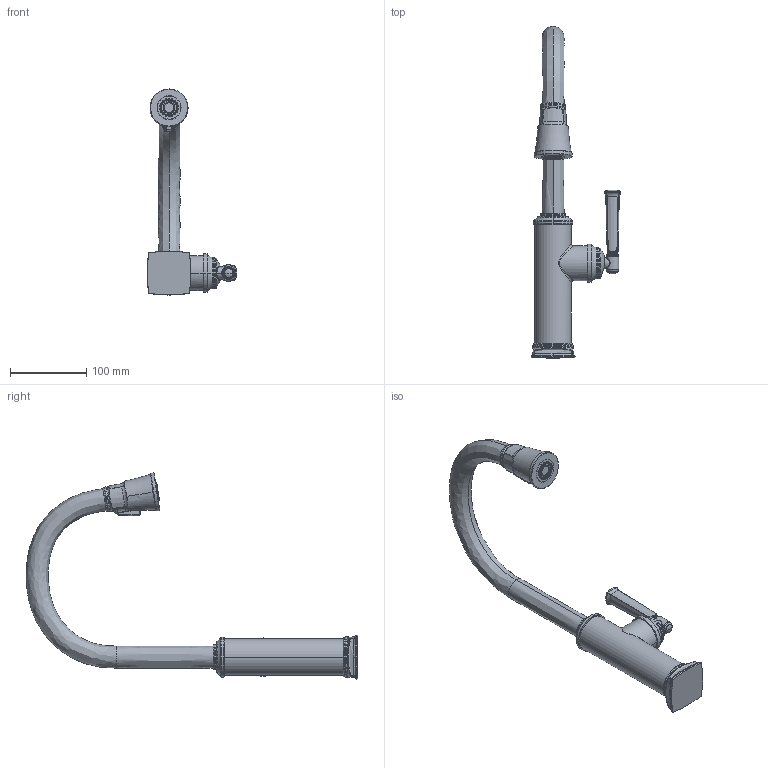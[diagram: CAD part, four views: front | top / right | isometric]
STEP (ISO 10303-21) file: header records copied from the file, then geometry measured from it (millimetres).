
FILE_DESCRIPTION((''),'2;1');
FILE_NAME('3160-5103','2021-04-08T13:46:43',('jinson.thomas'),(''),'CREO PARAMETRIC BY PTC INC, 2018400','CREO PARAMETRIC BY PTC INC, 2018400','');
FILE_SCHEMA(('CONFIG_CONTROL_DESIGN'));
Length unit declared in the file: inch
Products named in the file (1): 3160-5103
Bounding box: 117.63 x 434.54 x 269.89 mm (x, y, z)
Volume: 834166.7 mm3; surface area: 99845.8 mm2
Topology: 1 solids, 1 shells, 542 faces, 1164 edges, 663 vertices
Faces by surface type: bspline 163, torus 151, cone 88, plane 57, cylinder 57, sphere 26
Entity records: 23497 total; most frequent: CARTESIAN_POINT 12637, ORIENTED_EDGE 2292, DIRECTION 2235, EDGE_CURVE 1146, AXIS2_PLACEMENT_3D 1044, CIRCLE 665, VERTEX_POINT 663, EDGE_LOOP 599
